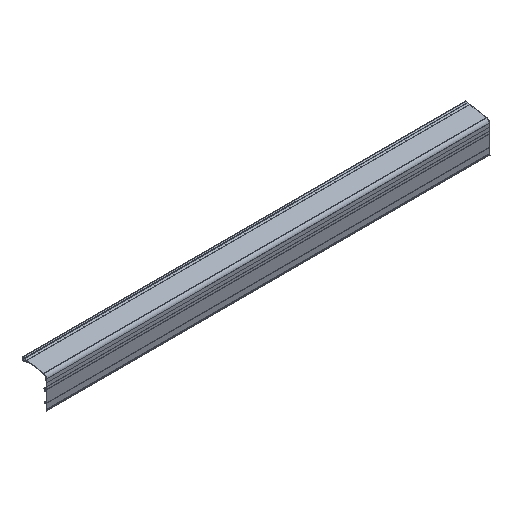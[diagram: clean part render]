
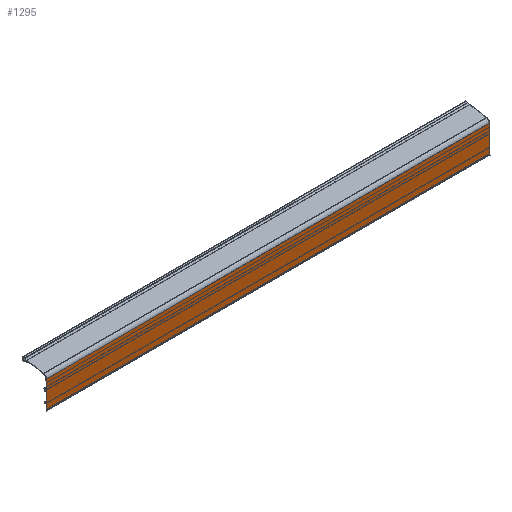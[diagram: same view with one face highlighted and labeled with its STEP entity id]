
A CAD part, isometric view. The second image highlights one B-rep face of the part: STEP entity #1295.
In plain terms, the highlighted planar face has unit normal (0, -1, 0).
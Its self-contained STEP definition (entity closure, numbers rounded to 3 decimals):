
#150=FACE_OUTER_BOUND('',#213,.T.);
#213=EDGE_LOOP('',(#1145,#1146,#1147,#1148));
#241=LINE('',#1858,#370);
#295=LINE('',#2039,#424);
#347=LINE('',#2154,#476);
#348=LINE('',#2156,#477);
#370=VECTOR('',#1482,10.);
#424=VECTOR('',#1622,10.);
#476=VECTOR('',#1768,10.);
#477=VECTOR('',#1771,10.);
#562=VERTEX_POINT('',#1855);
#563=VERTEX_POINT('',#1857);
#646=VERTEX_POINT('',#2036);
#647=VERTEX_POINT('',#2038);
#684=EDGE_CURVE('',#563,#562,#241,.T.);
#775=EDGE_CURVE('',#647,#646,#295,.T.);
#835=EDGE_CURVE('',#647,#562,#347,.T.);
#836=EDGE_CURVE('',#646,#563,#348,.T.);
#1145=ORIENTED_EDGE('',*,*,#775,.T.);
#1146=ORIENTED_EDGE('',*,*,#836,.T.);
#1147=ORIENTED_EDGE('',*,*,#684,.T.);
#1148=ORIENTED_EDGE('',*,*,#835,.F.);
#1237=PLANE('',#1432);
#1295=ADVANCED_FACE('',(#150),#1237,.T.);
#1432=AXIS2_PLACEMENT_3D('',#2155,#1769,#1770);
#1482=DIRECTION('',(0.,0.,1.));
#1622=DIRECTION('',(0.,0.,-1.));
#1768=DIRECTION('',(1.,0.,0.));
#1769=DIRECTION('center_axis',(0.,-1.,0.));
#1770=DIRECTION('ref_axis',(0.,0.,-1.));
#1771=DIRECTION('',(1.,0.,0.));
#1855=CARTESIAN_POINT('',(1000.,-102.,-20.93));
#1857=CARTESIAN_POINT('',(1000.,-102.,-140.294));
#1858=CARTESIAN_POINT('',(1000.,-102.,-140.294));
#2036=CARTESIAN_POINT('',(-1000.,-102.,-140.294));
#2038=CARTESIAN_POINT('',(-1000.,-102.,-20.93));
#2039=CARTESIAN_POINT('',(-1000.,-102.,-20.93));
#2154=CARTESIAN_POINT('',(-1000.,-102.,-20.93));
#2155=CARTESIAN_POINT('Origin',(0.,-102.,-20.93));
#2156=CARTESIAN_POINT('',(-1000.,-102.,-140.294));
